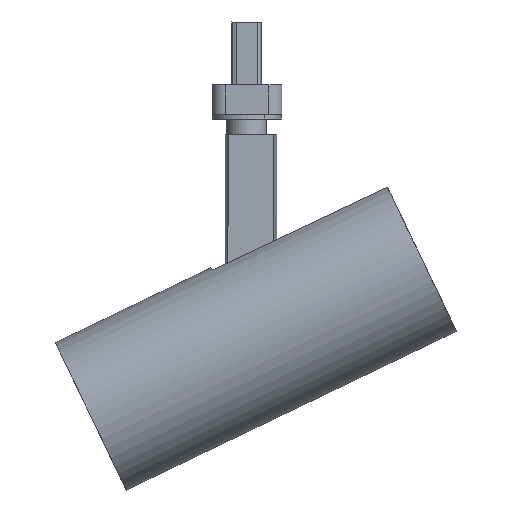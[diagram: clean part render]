
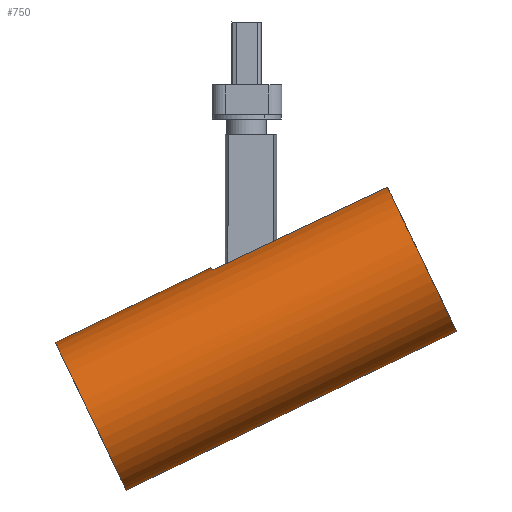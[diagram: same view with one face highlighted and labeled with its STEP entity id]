
A CAD part, left-side view. The second image highlights one B-rep face of the part: STEP entity #750.
In plain terms, the highlighted cylindrical face has radius 37.6 mm (diameter 75.2 mm), a partial arc.
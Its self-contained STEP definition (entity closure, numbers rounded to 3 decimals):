
#66=CYLINDRICAL_SURFACE('',#3511,37.6);
#394=B_SPLINE_CURVE_WITH_KNOTS('',3,(#10683,#10684,#10685,#10686),
 .UNSPECIFIED.,.F.,.F.,(4,4),(0.,8.879),.UNSPECIFIED.);
#395=B_SPLINE_CURVE_WITH_KNOTS('',3,(#10687,#10688,#10689,#10690,#10691,
#10692,#10693,#10694,#10695,#10696,#10697,#10698,#10699,#10700,#10701,#10702),
 .UNSPECIFIED.,.F.,.F.,(4,3,3,3,3,4),(0.,1.027,1.755,
2.337,2.924,3.098),.UNSPECIFIED.);
#396=B_SPLINE_CURVE_WITH_KNOTS('',3,(#10703,#10704,#10705,#10706),
 .UNSPECIFIED.,.F.,.F.,(4,4),(0.,86.525),.UNSPECIFIED.);
#750=ADVANCED_FACE('',(#972),#66,.T.);
#972=FACE_OUTER_BOUND('',#1203,.T.);
#1203=EDGE_LOOP('',(#2005,#2006,#2007,#2008,#2009,#2010,#2011));
#2005=ORIENTED_EDGE('',*,*,#2669,.T.);
#2006=ORIENTED_EDGE('',*,*,#2645,.T.);
#2007=ORIENTED_EDGE('',*,*,#2662,.F.);
#2008=ORIENTED_EDGE('',*,*,#2654,.T.);
#2009=ORIENTED_EDGE('',*,*,#2653,.T.);
#2010=ORIENTED_EDGE('',*,*,#2652,.T.);
#2011=ORIENTED_EDGE('',*,*,#2668,.F.);
#2645=EDGE_CURVE('',#3182,#3183,#2889,.T.);
#2652=EDGE_CURVE('',#3189,#3199,#394,.T.);
#2653=EDGE_CURVE('',#3190,#3189,#395,.T.);
#2654=EDGE_CURVE('',#3191,#3190,#396,.T.);
#2662=EDGE_CURVE('',#3191,#3183,#2894,.T.);
#2668=EDGE_CURVE('',#3198,#3199,#2896,.T.);
#2669=EDGE_CURVE('',#3198,#3182,#2897,.T.);
#2889=(
BOUNDED_CURVE()
B_SPLINE_CURVE(1,(#10644,#10645),.UNSPECIFIED.,.F.,.F.)
B_SPLINE_CURVE_WITH_KNOTS((2,2),(0.,168.479),.UNSPECIFIED.)
CURVE()
GEOMETRIC_REPRESENTATION_ITEM()
RATIONAL_B_SPLINE_CURVE((1.,1.))
REPRESENTATION_ITEM('')
);
#2894=(
BOUNDED_CURVE()
B_SPLINE_CURVE(2,(#10755,#10756,#10757,#10758,#10759),.UNSPECIFIED.,.F.,
 .F.)
B_SPLINE_CURVE_WITH_KNOTS((3,2,3),(130.738,177.186,236.248),
 .UNSPECIFIED.)
CURVE()
GEOMETRIC_REPRESENTATION_ITEM()
RATIONAL_B_SPLINE_CURVE((1.,0.811,1.,0.707,1.))
REPRESENTATION_ITEM('')
);
#2896=(
BOUNDED_CURVE()
B_SPLINE_CURVE(1,(#10773,#10774),.UNSPECIFIED.,.F.,.F.)
B_SPLINE_CURVE_WITH_KNOTS((2,2),(0.,79.248),.UNSPECIFIED.)
CURVE()
GEOMETRIC_REPRESENTATION_ITEM()
RATIONAL_B_SPLINE_CURVE((1.,1.))
REPRESENTATION_ITEM('')
);
#2897=(
BOUNDED_CURVE()
B_SPLINE_CURVE(2,(#10775,#10776,#10777,#10778,#10779),.UNSPECIFIED.,.F.,
 .F.)
B_SPLINE_CURVE_WITH_KNOTS((3,2,3),(118.124,177.186,236.248),
 .UNSPECIFIED.)
CURVE()
GEOMETRIC_REPRESENTATION_ITEM()
RATIONAL_B_SPLINE_CURVE((1.,0.707,1.,0.707,1.))
REPRESENTATION_ITEM('')
);
#3182=VERTEX_POINT('',#10619);
#3183=VERTEX_POINT('',#10620);
#3189=VERTEX_POINT('',#10626);
#3190=VERTEX_POINT('',#10627);
#3191=VERTEX_POINT('',#10628);
#3198=VERTEX_POINT('',#10635);
#3199=VERTEX_POINT('',#10636);
#3511=AXIS2_PLACEMENT_3D('',#10617,#3640,$);
#3640=DIRECTION('',(0.,-0.901,0.433));
#10617=CARTESIAN_POINT('',(-0.369,23.073,14.464));
#10619=CARTESIAN_POINT('',(-1.222,82.712,-55.909));
#10620=CARTESIAN_POINT('',(-1.222,-69.136,17.077));
#10626=CARTESIAN_POINT('',(-8.299,43.136,45.6));
#10627=CARTESIAN_POINT('',(-9.854,40.882,46.273));
#10628=CARTESIAN_POINT('',(-11.364,-37.275,83.364));
#10635=CARTESIAN_POINT('',(0.484,115.281,11.851));
#10636=CARTESIAN_POINT('',(0.484,43.856,46.182));
#10644=CARTESIAN_POINT('',(-1.222,82.712,-55.909));
#10645=CARTESIAN_POINT('',(-1.222,-69.136,17.077));
#10683=CARTESIAN_POINT('',(-8.299,43.136,45.6));
#10684=CARTESIAN_POINT('',(-5.422,43.66,46.037));
#10685=CARTESIAN_POINT('',(-2.473,43.902,46.234));
#10686=CARTESIAN_POINT('',(0.484,43.856,46.182));
#10687=CARTESIAN_POINT('',(-9.854,40.882,46.273));
#10688=CARTESIAN_POINT('',(-9.848,41.188,46.127));
#10689=CARTESIAN_POINT('',(-9.799,41.504,45.99));
#10690=CARTESIAN_POINT('',(-9.694,41.806,45.874));
#10691=CARTESIAN_POINT('',(-9.62,42.019,45.793));
#10692=CARTESIAN_POINT('',(-9.516,42.231,45.72));
#10693=CARTESIAN_POINT('',(-9.378,42.421,45.666));
#10694=CARTESIAN_POINT('',(-9.269,42.573,45.623));
#10695=CARTESIAN_POINT('',(-9.135,42.715,45.591));
#10696=CARTESIAN_POINT('',(-8.982,42.831,45.575));
#10697=CARTESIAN_POINT('',(-8.829,42.947,45.56));
#10698=CARTESIAN_POINT('',(-8.651,43.04,45.56));
#10699=CARTESIAN_POINT('',(-8.466,43.095,45.579));
#10700=CARTESIAN_POINT('',(-8.411,43.112,45.584));
#10701=CARTESIAN_POINT('',(-8.355,43.125,45.591));
#10702=CARTESIAN_POINT('',(-8.299,43.136,45.6));
#10703=CARTESIAN_POINT('',(-11.364,-37.275,83.364));
#10704=CARTESIAN_POINT('',(-10.86,-11.218,71.011));
#10705=CARTESIAN_POINT('',(-10.357,14.834,58.647));
#10706=CARTESIAN_POINT('',(-9.854,40.882,46.273));
#10755=CARTESIAN_POINT('',(-11.364,-37.275,83.364));
#10756=CARTESIAN_POINT('',(-37.343,-40.717,76.205));
#10757=CARTESIAN_POINT('',(-37.96,-52.482,51.726));
#10758=CARTESIAN_POINT('',(-38.813,-68.767,17.846));
#10759=CARTESIAN_POINT('',(-1.222,-69.136,17.077));
#10773=CARTESIAN_POINT('',(0.484,115.281,11.851));
#10774=CARTESIAN_POINT('',(0.484,43.856,46.182));
#10775=CARTESIAN_POINT('',(0.484,115.281,11.851));
#10776=CARTESIAN_POINT('',(-37.107,115.651,12.619));
#10777=CARTESIAN_POINT('',(-37.96,99.366,-21.26));
#10778=CARTESIAN_POINT('',(-38.813,83.082,-55.14));
#10779=CARTESIAN_POINT('',(-1.222,82.712,-55.909));
